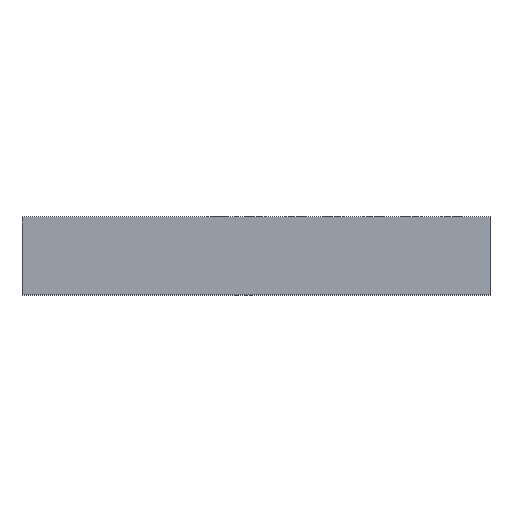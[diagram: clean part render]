
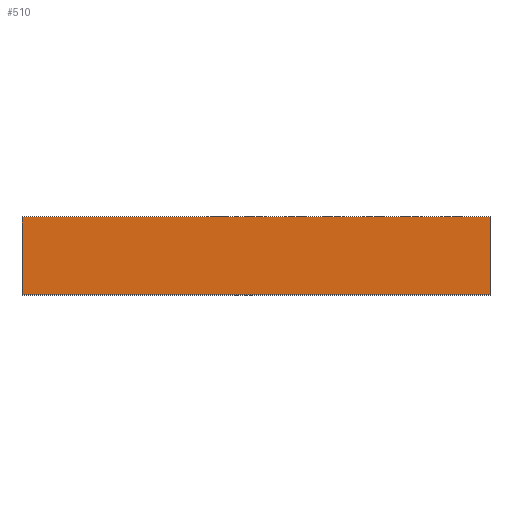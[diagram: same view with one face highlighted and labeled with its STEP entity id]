
A CAD part, top view. The second image highlights one B-rep face of the part: STEP entity #510.
In plain terms, the highlighted planar face has unit normal (0, 0, 1).
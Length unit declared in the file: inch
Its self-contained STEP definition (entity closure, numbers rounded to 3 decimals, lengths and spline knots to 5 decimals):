
#9 = LINE ( 'NONE', #75, #445 ) ;
#12 = CARTESIAN_POINT ( 'NONE',  ( -4., 0., 1. ) ) ;
#14 = LINE ( 'NONE', #221, #404 ) ;
#16 = VERTEX_POINT ( 'NONE', #286 ) ;
#43 = DIRECTION ( 'NONE',  ( 0., -1., 0. ) ) ;
#56 = DIRECTION ( 'NONE',  ( 1., 0., 0. ) ) ;
#75 = CARTESIAN_POINT ( 'NONE',  ( -4., 1., 1. ) ) ;
#137 = DIRECTION ( 'NONE',  ( 0., 0., 1. ) ) ;
#138 = EDGE_CURVE ( 'NONE', #386, #254, #261, .T. ) ;
#162 = LINE ( 'NONE', #446, #174 ) ;
#174 = VECTOR ( 'NONE', #205, 39.37008 ) ;
#189 = ORIENTED_EDGE ( 'NONE', *, *, #468, .T. ) ;
#201 = CARTESIAN_POINT ( 'NONE',  ( 2., 1., 1. ) ) ;
#205 = DIRECTION ( 'NONE',  ( 0., -1., 0. ) ) ;
#217 = PLANE ( 'NONE',  #537 ) ;
#221 = CARTESIAN_POINT ( 'NONE',  ( -4., 1., 1. ) ) ;
#253 = VERTEX_POINT ( 'NONE', #201 ) ;
#254 = VERTEX_POINT ( 'NONE', #292 ) ;
#259 = EDGE_CURVE ( 'NONE', #253, #254, #162, .T. ) ;
#261 = LINE ( 'NONE', #12, #515 ) ;
#286 = CARTESIAN_POINT ( 'NONE',  ( -4., 1., 1. ) ) ;
#292 = CARTESIAN_POINT ( 'NONE',  ( 2., 0., 1. ) ) ;
#306 = DIRECTION ( 'NONE',  ( 0., -1., 0. ) ) ;
#342 = CARTESIAN_POINT ( 'NONE',  ( -4., 1., 1. ) ) ;
#362 = EDGE_CURVE ( 'NONE', #16, #253, #9, .T. ) ;
#386 = VERTEX_POINT ( 'NONE', #535 ) ;
#404 = VECTOR ( 'NONE', #43, 39.37008 ) ;
#444 = FACE_OUTER_BOUND ( 'NONE', #481, .T. ) ;
#445 = VECTOR ( 'NONE', #453, 39.37008 ) ;
#446 = CARTESIAN_POINT ( 'NONE',  ( 2., 1., 1. ) ) ;
#453 = DIRECTION ( 'NONE',  ( 1., 0., 0. ) ) ;
#458 = ORIENTED_EDGE ( 'NONE', *, *, #259, .F. ) ;
#468 = EDGE_CURVE ( 'NONE', #16, #386, #14, .T. ) ;
#469 = ORIENTED_EDGE ( 'NONE', *, *, #138, .T. ) ;
#481 = EDGE_LOOP ( 'NONE', ( #189, #469, #458, #502 ) ) ;
#502 = ORIENTED_EDGE ( 'NONE', *, *, #362, .F. ) ;
#510 = ADVANCED_FACE ( 'NONE', ( #444 ), #217, .T. ) ;
#515 = VECTOR ( 'NONE', #56, 39.37008 ) ;
#535 = CARTESIAN_POINT ( 'NONE',  ( -4., 0., 1. ) ) ;
#537 = AXIS2_PLACEMENT_3D ( 'NONE', #342, #137, #306 ) ;
